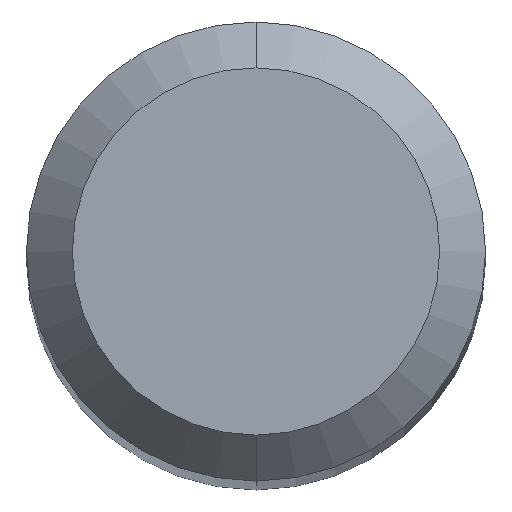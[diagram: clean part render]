
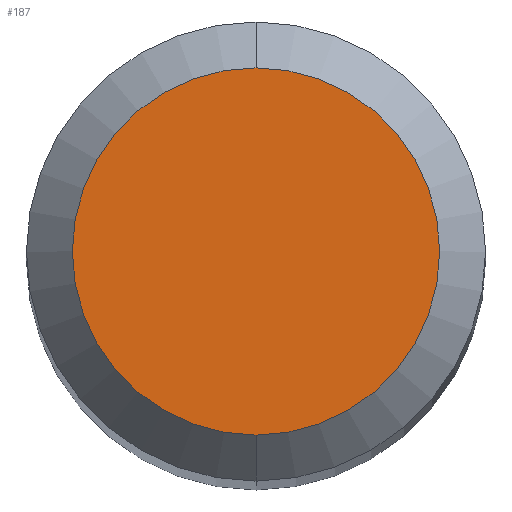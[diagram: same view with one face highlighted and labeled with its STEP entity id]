
A CAD part, top view. The second image highlights one B-rep face of the part: STEP entity #187.
In plain terms, the highlighted planar face has unit normal (0, 0, 1).
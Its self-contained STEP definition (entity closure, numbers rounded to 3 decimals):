
#187=ADVANCED_FACE('',(#479),#480,.T.);
#295=VERTEX_POINT('',#597);
#351=VERTEX_POINT('',#660);
#417=EDGE_CURVE('',#351,#295,#733,.T.);
#427=EDGE_CURVE('',#295,#351,#745,.T.);
#479=FACE_OUTER_BOUND('',#808,.T.);
#480=PLANE('',#809);
#597=CARTESIAN_POINT('',(0.0,1.2,0.0));
#660=CARTESIAN_POINT('',(0.,-1.2,0.0));
#733=CIRCLE('',#1317,1.2);
#745=CIRCLE('',#1331,1.2);
#808=EDGE_LOOP('',(#1393,#1394));
#809=AXIS2_PLACEMENT_3D('',#1395,#1396,#1397);
#1317=AXIS2_PLACEMENT_3D('',#1671,#1672,#1673);
#1331=AXIS2_PLACEMENT_3D('',#1701,#1702,#1703);
#1393=ORIENTED_EDGE('',*,*,#427,.F.);
#1394=ORIENTED_EDGE('',*,*,#417,.F.);
#1395=CARTESIAN_POINT('',(0.0,0.6,0.0));
#1396=DIRECTION('',(-0.0,0.0,1.0));
#1397=DIRECTION('',(0.0,-1.0,0.0));
#1671=CARTESIAN_POINT('',(0.0,0.0,0.0));
#1672=DIRECTION('',(0.0,0.0,-1.0));
#1673=DIRECTION('',(0.0,1.0,0.0));
#1701=CARTESIAN_POINT('',(0.0,0.0,0.0));
#1702=DIRECTION('',(0.0,0.0,-1.0));
#1703=DIRECTION('',(0.0,1.0,0.0));
